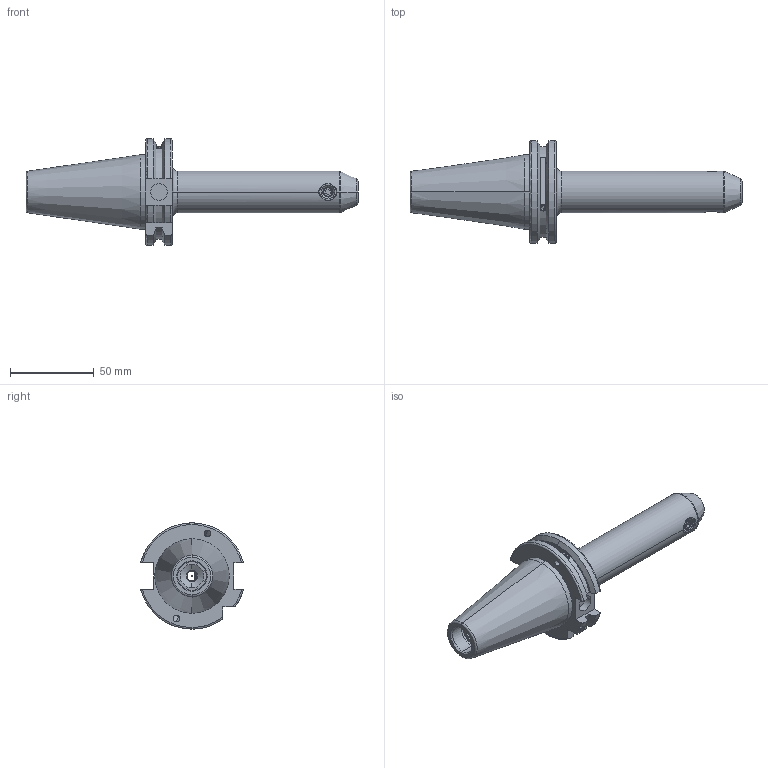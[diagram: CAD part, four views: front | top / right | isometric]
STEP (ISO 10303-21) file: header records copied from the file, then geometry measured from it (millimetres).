
FILE_DESCRIPTION (( 'STEP AP203' ), '1' );
FILE_NAME ('91406-WE706130.STEP', '2017-08-19T03:51:26', ( '' ), ( '' ), 'SwSTEP 2.0', 'SolidWorks 2009', '' );
FILE_SCHEMA (( 'CONFIG_CONTROL_DESIGN' ));
Length unit declared in the file: millimetre
Products named in the file (4): SK40EM06130FWW; M6X10_DIN 913 - M6 x 10-N; M4X4_DIN 913 - M4 x 4-N; 91406-WE706130
Assembly tree (4 placements, depth 2):
  91406-WE706130
    M4X4_DIN 913 - M4 x 4-N  x2
    SK40EM06130FWW
    M6X10_DIN 913 - M6 x 10-N
Bounding box: 198.4 x 61.48 x 63.55 mm (x, y, z)
Volume: 152195.1 mm3; surface area: 31611.1 mm2
Topology: 5 solids, 5 shells, 160 faces, 389 edges, 245 vertices
Faces by surface type: plane 57, cylinder 42, cone 37, torus 18, bspline 4, sphere 2
Entity records: 5282 total; most frequent: CARTESIAN_POINT 1392, DIRECTION 744, ORIENTED_EDGE 710, EDGE_CURVE 355, AXIS2_PLACEMENT_3D 293, VERTEX_POINT 225, EDGE_LOOP 164, VECTOR 158
